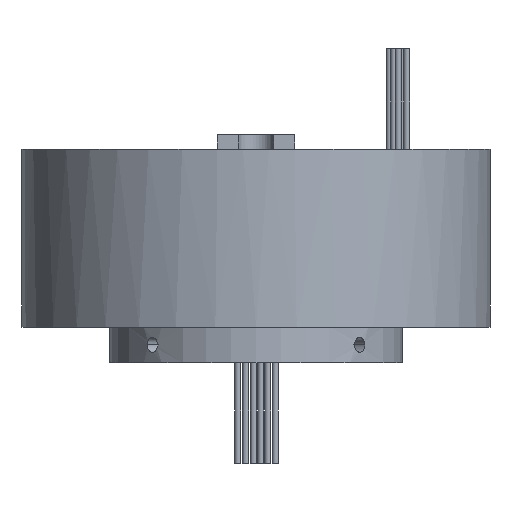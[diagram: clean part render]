
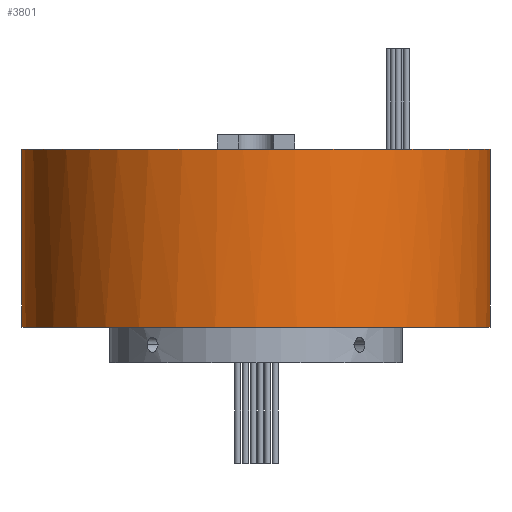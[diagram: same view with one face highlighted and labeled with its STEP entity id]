
A CAD part, front view. The second image highlights one B-rep face of the part: STEP entity #3801.
In plain terms, the highlighted cylindrical face has radius 79 mm (diameter 158 mm), a partial arc.
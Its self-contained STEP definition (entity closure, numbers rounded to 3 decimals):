
#26 = LINE ( 'NONE', #1267, #881 ) ;
#171 = AXIS2_PLACEMENT_3D ( 'NONE', #2913, #701, #3274 ) ;
#312 = ORIENTED_EDGE ( 'NONE', *, *, #438, .F. ) ;
#427 = CIRCLE ( 'NONE', #171, 79. ) ;
#431 = ORIENTED_EDGE ( 'NONE', *, *, #2585, .F. ) ;
#438 = EDGE_CURVE ( 'NONE', #534, #4074, #4144, .T. ) ;
#500 = CARTESIAN_POINT ( 'NONE',  ( -79., 0., 72. ) ) ;
#534 = VERTEX_POINT ( 'NONE', #500 ) ;
#640 = ORIENTED_EDGE ( 'NONE', *, *, #3638, .F. ) ;
#668 = CARTESIAN_POINT ( 'NONE',  ( -79., 0., 12. ) ) ;
#701 = DIRECTION ( 'NONE',  ( 0., 0., 1. ) ) ;
#771 = AXIS2_PLACEMENT_3D ( 'NONE', #3626, #1411, #3999 ) ;
#798 = CARTESIAN_POINT ( 'NONE',  ( -13., -77.923, 72. ) ) ;
#881 = VECTOR ( 'NONE', #3860, 1000. ) ;
#1003 = EDGE_CURVE ( 'NONE', #4074, #2237, #1461, .T. ) ;
#1045 = FACE_OUTER_BOUND ( 'NONE', #1505, .T. ) ;
#1123 = CARTESIAN_POINT ( 'NONE',  ( 0., 0., 72. ) ) ;
#1157 = EDGE_CURVE ( 'NONE', #534, #2231, #26, .T. ) ;
#1169 = CIRCLE ( 'NONE', #3305, 79. ) ;
#1267 = CARTESIAN_POINT ( 'NONE',  ( -79., 0., 72. ) ) ;
#1343 = EDGE_CURVE ( 'NONE', #2231, #4718, #1169, .T. ) ;
#1411 = DIRECTION ( 'NONE',  ( 0., 0., 1. ) ) ;
#1461 = CIRCLE ( 'NONE', #1915, 79. ) ;
#1489 = CARTESIAN_POINT ( 'NONE',  ( 79., 0., 72. ) ) ;
#1497 = DIRECTION ( 'NONE',  ( -1., 0., 0. ) ) ;
#1505 = EDGE_LOOP ( 'NONE', ( #431, #640, #2724, #312, #2423, #4122 ) ) ;
#1638 = DIRECTION ( 'NONE',  ( 0., 0., 1. ) ) ;
#1837 = LINE ( 'NONE', #2175, #2706 ) ;
#1915 = AXIS2_PLACEMENT_3D ( 'NONE', #3866, #1638, #4231 ) ;
#2007 = DIRECTION ( 'NONE',  ( 0., 0., 1. ) ) ;
#2175 = CARTESIAN_POINT ( 'NONE',  ( 79., 0., 72. ) ) ;
#2231 = VERTEX_POINT ( 'NONE', #668 ) ;
#2237 = VERTEX_POINT ( 'NONE', #4346 ) ;
#2423 = ORIENTED_EDGE ( 'NONE', *, *, #1157, .T. ) ;
#2547 = DIRECTION ( 'NONE',  ( 0., 0., -1. ) ) ;
#2585 = EDGE_CURVE ( 'NONE', #3072, #4718, #1837, .T. ) ;
#2706 = VECTOR ( 'NONE', #2547, 1000. ) ;
#2724 = ORIENTED_EDGE ( 'NONE', *, *, #1003, .F. ) ;
#2913 = CARTESIAN_POINT ( 'NONE',  ( 0., 0., 72. ) ) ;
#3041 = CARTESIAN_POINT ( 'NONE',  ( 79., 0., 12. ) ) ;
#3072 = VERTEX_POINT ( 'NONE', #1489 ) ;
#3274 = DIRECTION ( 'NONE',  ( 1., 0., 0. ) ) ;
#3305 = AXIS2_PLACEMENT_3D ( 'NONE', #4211, #2007, #4600 ) ;
#3385 = AXIS2_PLACEMENT_3D ( 'NONE', #1123, #4084, #1497 ) ;
#3626 = CARTESIAN_POINT ( 'NONE',  ( 0., 0., 72. ) ) ;
#3638 = EDGE_CURVE ( 'NONE', #2237, #3072, #427, .T. ) ;
#3759 = CYLINDRICAL_SURFACE ( 'NONE', #3385, 79. ) ;
#3801 = ADVANCED_FACE ( 'NONE', ( #1045 ), #3759, .T. ) ;
#3860 = DIRECTION ( 'NONE',  ( 0., 0., -1. ) ) ;
#3866 = CARTESIAN_POINT ( 'NONE',  ( 0., 0., 72. ) ) ;
#3999 = DIRECTION ( 'NONE',  ( 1., 0., 0. ) ) ;
#4074 = VERTEX_POINT ( 'NONE', #798 ) ;
#4084 = DIRECTION ( 'NONE',  ( 0., 0., -1. ) ) ;
#4122 = ORIENTED_EDGE ( 'NONE', *, *, #1343, .T. ) ;
#4144 = CIRCLE ( 'NONE', #771, 79. ) ;
#4211 = CARTESIAN_POINT ( 'NONE',  ( 0., 0., 12. ) ) ;
#4231 = DIRECTION ( 'NONE',  ( 1., 0., 0. ) ) ;
#4346 = CARTESIAN_POINT ( 'NONE',  ( 13., -77.923, 72. ) ) ;
#4600 = DIRECTION ( 'NONE',  ( 1., 0., 0. ) ) ;
#4718 = VERTEX_POINT ( 'NONE', #3041 ) ;
